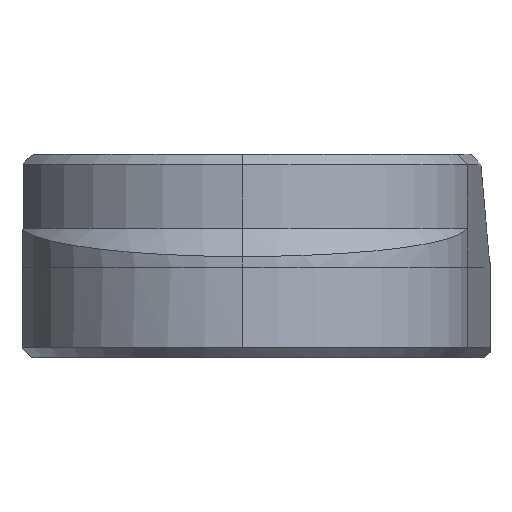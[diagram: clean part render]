
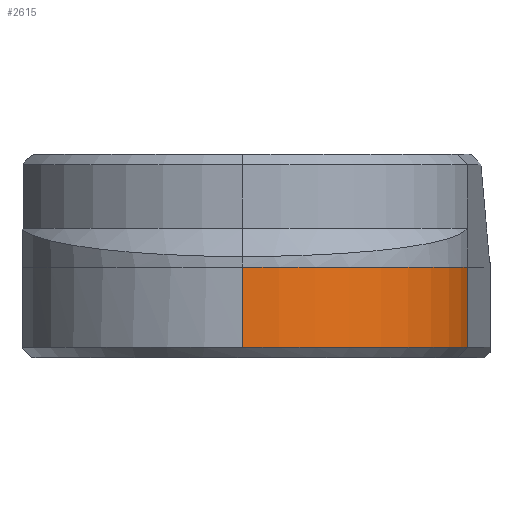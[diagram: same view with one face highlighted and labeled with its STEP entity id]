
A CAD part, left-side view. The second image highlights one B-rep face of the part: STEP entity #2615.
In plain terms, the highlighted cylindrical face has radius 36.001 mm (diameter 72.002 mm), a partial arc.
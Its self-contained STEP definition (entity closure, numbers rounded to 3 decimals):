
#443=CARTESIAN_POINT('',(-84.991,0.,7.));
#444=VERTEX_POINT('',#443);
#560=CARTESIAN_POINT('',(-84.991,0.,-5.8));
#561=VERTEX_POINT('',#560);
#562=CARTESIAN_POINT('',(-84.991,0.,-5.8));
#563=DIRECTION('',(-0.,-0.,1.));
#564=VECTOR('',#563,12.8);
#565=LINE('',#562,#564);
#566=EDGE_CURVE('',#561,#444,#565,.T.);
#632=CARTESIAN_POINT('',(-52.16,-35.861,7.));
#633=VERTEX_POINT('',#632);
#634=CARTESIAN_POINT('',(-52.168,-35.86,-5.8));
#635=VERTEX_POINT('',#634);
#636=CARTESIAN_POINT('',(-52.168,-35.86,7.));
#637=DIRECTION('',(0.,0.,-1.));
#638=VECTOR('',#637,12.8);
#639=LINE('',#636,#638);
#640=EDGE_CURVE('',#633,#635,#639,.T.);
#2386=CARTESIAN_POINT('',(-48.99,0.,-5.8));
#2387=DIRECTION('',(-0.,-0.,1.));
#2388=DIRECTION('',(0.,1.,0.));
#2389=AXIS2_PLACEMENT_3D('',#2386,#2387,#2388);
#2390=CIRCLE('',#2389,36.001);
#2391=EDGE_CURVE('',#561,#635,#2390,.T.);
#2591=CARTESIAN_POINT('',(-48.99,0.,7.));
#2592=DIRECTION('',(-0.,-0.,1.));
#2593=DIRECTION('',(-1.,0.,0.));
#2594=AXIS2_PLACEMENT_3D('',#2591,#2592,#2593);
#2595=CIRCLE('',#2594,36.001);
#2596=EDGE_CURVE('',#444,#633,#2595,.T.);
#2604=CARTESIAN_POINT('',(-48.99,0.,25.));
#2605=DIRECTION('',(0.,0.,-1.));
#2606=DIRECTION('',(-1.,0.,0.));
#2607=AXIS2_PLACEMENT_3D('',#2604,#2605,#2606);
#2608=CYLINDRICAL_SURFACE('',#2607,36.001);
#2609=ORIENTED_EDGE('',*,*,#566,.F.);
#2610=ORIENTED_EDGE('',*,*,#2391,.T.);
#2611=ORIENTED_EDGE('',*,*,#640,.F.);
#2612=ORIENTED_EDGE('',*,*,#2596,.F.);
#2613=EDGE_LOOP('',(#2609,#2610,#2611,#2612));
#2614=FACE_BOUND('',#2613,.T.);
#2615=ADVANCED_FACE('',(#2614),#2608,.T.);
